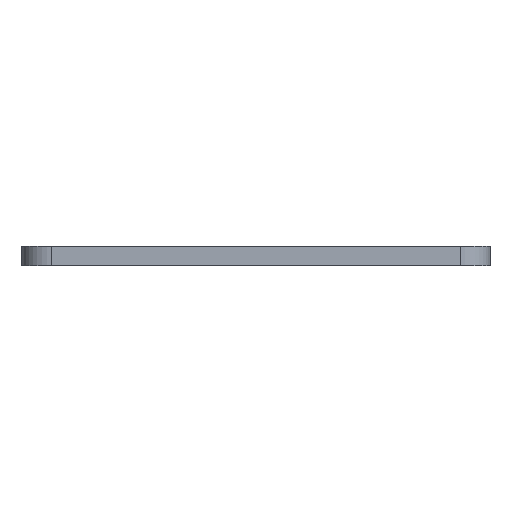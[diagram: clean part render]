
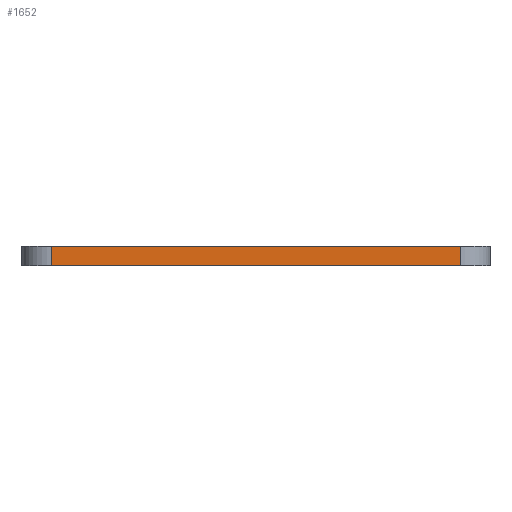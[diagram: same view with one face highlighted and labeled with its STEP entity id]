
A CAD part, front view. The second image highlights one B-rep face of the part: STEP entity #1652.
In plain terms, the highlighted planar face has unit normal (0, -1, 0).
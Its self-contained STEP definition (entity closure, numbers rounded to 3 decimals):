
#78 = PLANE('',#79);
#79 = AXIS2_PLACEMENT_3D('',#80,#81,#82);
#80 = CARTESIAN_POINT('',(-7.249,-0.449,0.));
#81 = DIRECTION('',(-0.,-0.,-1.));
#82 = DIRECTION('',(0.,-1.,0.));
#134 = PLANE('',#135);
#135 = AXIS2_PLACEMENT_3D('',#136,#137,#138);
#136 = CARTESIAN_POINT('',(-7.249,-0.449,2.));
#137 = DIRECTION('',(-0.,0.,1.));
#138 = DIRECTION('',(0.,1.,-0.));
#384 = VERTEX_POINT('',#385);
#385 = CARTESIAN_POINT('',(13.,-59.546,0.));
#400 = CYLINDRICAL_SURFACE('',#401,3.);
#401 = AXIS2_PLACEMENT_3D('',#402,#403,#404);
#402 = CARTESIAN_POINT('',(13.,-56.546,0.));
#403 = DIRECTION('',(0.,0.,1.));
#404 = DIRECTION('',(1.,0.,0.));
#412 = EDGE_CURVE('',#384,#413,#415,.T.);
#413 = VERTEX_POINT('',#414);
#414 = CARTESIAN_POINT('',(-28.,-59.546,0.));
#415 = SURFACE_CURVE('',#416,(#420,#427),.PCURVE_S1.);
#416 = LINE('',#417,#418);
#417 = CARTESIAN_POINT('',(16.,-59.546,0.));
#418 = VECTOR('',#419,1.);
#419 = DIRECTION('',(-1.,0.,0.));
#420 = PCURVE('',#78,#421);
#421 = DEFINITIONAL_REPRESENTATION('',(#422),#426);
#422 = LINE('',#423,#424);
#423 = CARTESIAN_POINT('',(59.098,-23.249));
#424 = VECTOR('',#425,1.);
#425 = DIRECTION('',(0.,1.));
#426 = ( GEOMETRIC_REPRESENTATION_CONTEXT(2) 
PARAMETRIC_REPRESENTATION_CONTEXT() REPRESENTATION_CONTEXT('2D SPACE',''
  ) );
#427 = PCURVE('',#428,#433);
#428 = PLANE('',#429);
#429 = AXIS2_PLACEMENT_3D('',#430,#431,#432);
#430 = CARTESIAN_POINT('',(16.,-59.546,0.));
#431 = DIRECTION('',(-0.,-1.,0.));
#432 = DIRECTION('',(-1.,0.,0.));
#433 = DEFINITIONAL_REPRESENTATION('',(#434),#438);
#434 = LINE('',#435,#436);
#435 = CARTESIAN_POINT('',(0.,0.));
#436 = VECTOR('',#437,1.);
#437 = DIRECTION('',(1.,0.));
#438 = ( GEOMETRIC_REPRESENTATION_CONTEXT(2) 
PARAMETRIC_REPRESENTATION_CONTEXT() REPRESENTATION_CONTEXT('2D SPACE',''
  ) );
#461 = CYLINDRICAL_SURFACE('',#462,3.);
#462 = AXIS2_PLACEMENT_3D('',#463,#464,#465);
#463 = CARTESIAN_POINT('',(-28.,-56.546,0.));
#464 = DIRECTION('',(0.,0.,1.));
#465 = DIRECTION('',(-1.,0.,0.));
#1581 = EDGE_CURVE('',#384,#1582,#1584,.T.);
#1582 = VERTEX_POINT('',#1583);
#1583 = CARTESIAN_POINT('',(13.,-59.546,2.));
#1584 = SURFACE_CURVE('',#1585,(#1589,#1596),.PCURVE_S1.);
#1585 = LINE('',#1586,#1587);
#1586 = CARTESIAN_POINT('',(13.,-59.546,0.));
#1587 = VECTOR('',#1588,1.);
#1588 = DIRECTION('',(0.,0.,1.));
#1589 = PCURVE('',#400,#1590);
#1590 = DEFINITIONAL_REPRESENTATION('',(#1591),#1595);
#1591 = LINE('',#1592,#1593);
#1592 = CARTESIAN_POINT('',(-1.571,0.));
#1593 = VECTOR('',#1594,1.);
#1594 = DIRECTION('',(-0.,1.));
#1595 = ( GEOMETRIC_REPRESENTATION_CONTEXT(2) 
PARAMETRIC_REPRESENTATION_CONTEXT() REPRESENTATION_CONTEXT('2D SPACE',''
  ) );
#1596 = PCURVE('',#428,#1597);
#1597 = DEFINITIONAL_REPRESENTATION('',(#1598),#1602);
#1598 = LINE('',#1599,#1600);
#1599 = CARTESIAN_POINT('',(3.,0.));
#1600 = VECTOR('',#1601,1.);
#1601 = DIRECTION('',(0.,-1.));
#1602 = ( GEOMETRIC_REPRESENTATION_CONTEXT(2) 
PARAMETRIC_REPRESENTATION_CONTEXT() REPRESENTATION_CONTEXT('2D SPACE',''
  ) );
#1652 = ADVANCED_FACE('',(#1653),#428,.T.);
#1653 = FACE_BOUND('',#1654,.T.);
#1654 = EDGE_LOOP('',(#1655,#1656,#1657,#1680));
#1655 = ORIENTED_EDGE('',*,*,#412,.F.);
#1656 = ORIENTED_EDGE('',*,*,#1581,.T.);
#1657 = ORIENTED_EDGE('',*,*,#1658,.T.);
#1658 = EDGE_CURVE('',#1582,#1659,#1661,.T.);
#1659 = VERTEX_POINT('',#1660);
#1660 = CARTESIAN_POINT('',(-28.,-59.546,2.));
#1661 = SURFACE_CURVE('',#1662,(#1666,#1673),.PCURVE_S1.);
#1662 = LINE('',#1663,#1664);
#1663 = CARTESIAN_POINT('',(16.,-59.546,2.));
#1664 = VECTOR('',#1665,1.);
#1665 = DIRECTION('',(-1.,0.,0.));
#1666 = PCURVE('',#428,#1667);
#1667 = DEFINITIONAL_REPRESENTATION('',(#1668),#1672);
#1668 = LINE('',#1669,#1670);
#1669 = CARTESIAN_POINT('',(0.,-2.));
#1670 = VECTOR('',#1671,1.);
#1671 = DIRECTION('',(1.,0.));
#1672 = ( GEOMETRIC_REPRESENTATION_CONTEXT(2) 
PARAMETRIC_REPRESENTATION_CONTEXT() REPRESENTATION_CONTEXT('2D SPACE',''
  ) );
#1673 = PCURVE('',#134,#1674);
#1674 = DEFINITIONAL_REPRESENTATION('',(#1675),#1679);
#1675 = LINE('',#1676,#1677);
#1676 = CARTESIAN_POINT('',(-59.098,-23.249));
#1677 = VECTOR('',#1678,1.);
#1678 = DIRECTION('',(0.,1.));
#1679 = ( GEOMETRIC_REPRESENTATION_CONTEXT(2) 
PARAMETRIC_REPRESENTATION_CONTEXT() REPRESENTATION_CONTEXT('2D SPACE',''
  ) );
#1680 = ORIENTED_EDGE('',*,*,#1681,.F.);
#1681 = EDGE_CURVE('',#413,#1659,#1682,.T.);
#1682 = SURFACE_CURVE('',#1683,(#1687,#1694),.PCURVE_S1.);
#1683 = LINE('',#1684,#1685);
#1684 = CARTESIAN_POINT('',(-28.,-59.546,0.));
#1685 = VECTOR('',#1686,1.);
#1686 = DIRECTION('',(0.,0.,1.));
#1687 = PCURVE('',#428,#1688);
#1688 = DEFINITIONAL_REPRESENTATION('',(#1689),#1693);
#1689 = LINE('',#1690,#1691);
#1690 = CARTESIAN_POINT('',(44.,0.));
#1691 = VECTOR('',#1692,1.);
#1692 = DIRECTION('',(0.,-1.));
#1693 = ( GEOMETRIC_REPRESENTATION_CONTEXT(2) 
PARAMETRIC_REPRESENTATION_CONTEXT() REPRESENTATION_CONTEXT('2D SPACE',''
  ) );
#1694 = PCURVE('',#461,#1695);
#1695 = DEFINITIONAL_REPRESENTATION('',(#1696),#1700);
#1696 = LINE('',#1697,#1698);
#1697 = CARTESIAN_POINT('',(1.571,0.));
#1698 = VECTOR('',#1699,1.);
#1699 = DIRECTION('',(0.,1.));
#1700 = ( GEOMETRIC_REPRESENTATION_CONTEXT(2) 
PARAMETRIC_REPRESENTATION_CONTEXT() REPRESENTATION_CONTEXT('2D SPACE',''
  ) );
